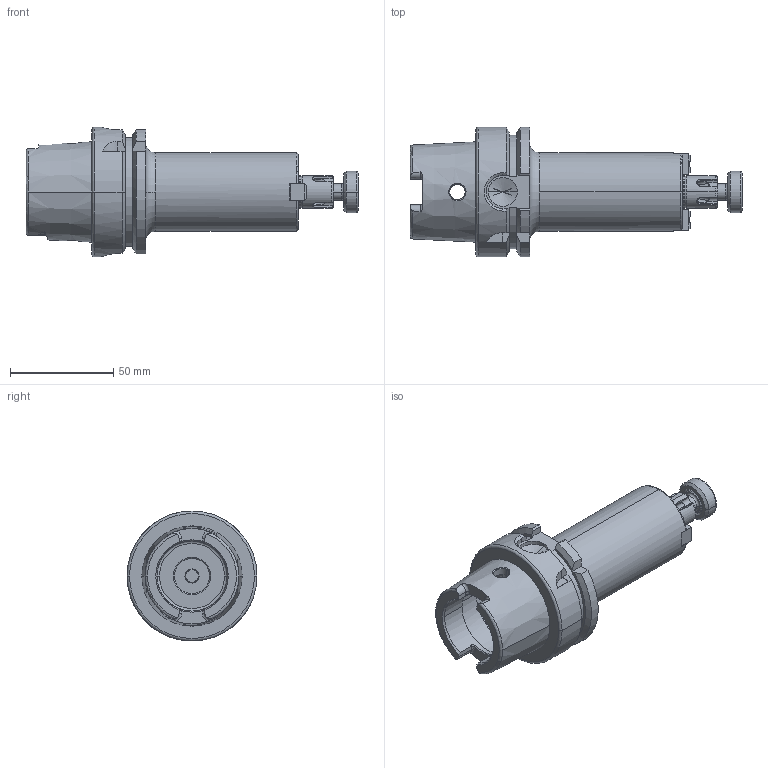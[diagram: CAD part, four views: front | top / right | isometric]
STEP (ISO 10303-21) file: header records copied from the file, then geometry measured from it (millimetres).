
FILE_DESCRIPTION (( 'STEP AP203' ), '1' );
FILE_NAME ('9163A-AS516100.STEP', '2018-03-12T05:52:14', ( '' ), ( '' ), 'SwSTEP 2.0', 'SolidWorks 2009', '' );
FILE_SCHEMA (( 'CONFIG_CONTROL_DESIGN' ));
Length unit declared in the file: millimetre
Products named in the file (7): HSKA63SMS16100TCWW; AS-M4X12_DIN 912 M4 x 10 --- 10N; KEY 08x10x8-16; CCS-M8-16-SHORT LENGHT; CCS-M8-16-1-SHORT LENGHT; CCS-M8-16-2; 9163A-AS516100
Assembly tree (8 placements, depth 3):
  9163A-AS516100
    AS-M4X12_DIN 912 M4 x 10 --- 10N  x2
    CCS-M8-16-SHORT LENGHT
      CCS-M8-16-1-SHORT LENGHT
      CCS-M8-16-2
    KEY 08x10x8-16  x2
    HSKA63SMS16100TCWW
Bounding box: 161 x 63 x 63 mm (x, y, z)
Volume: 168737.3 mm3; surface area: 37993.4 mm2
Topology: 7 solids, 7 shells, 363 faces, 913 edges, 560 vertices
Faces by surface type: plane 145, cylinder 95, cone 64, torus 41, bspline 10, sphere 8
Entity records: 12089 total; most frequent: CARTESIAN_POINT 3788, ORIENTED_EDGE 1598, DIRECTION 1564, EDGE_CURVE 799, AXIS2_PLACEMENT_3D 617, VERTEX_POINT 499, EDGE_LOOP 340, VECTOR 330
